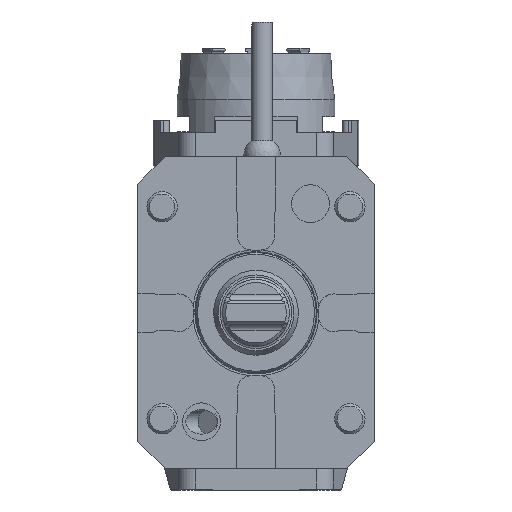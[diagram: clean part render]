
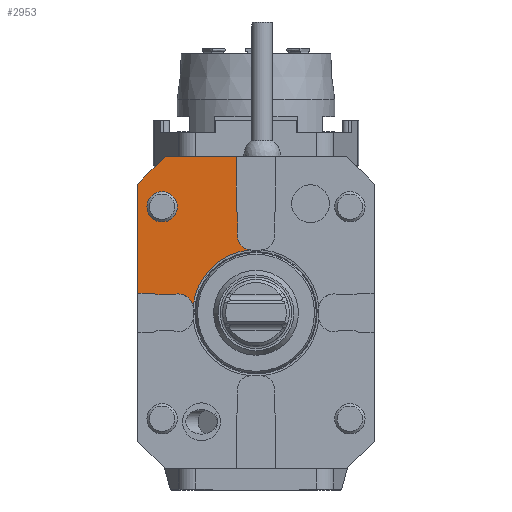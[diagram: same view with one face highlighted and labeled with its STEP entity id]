
A CAD part, front view. The second image highlights one B-rep face of the part: STEP entity #2953.
In plain terms, the highlighted planar face has unit normal (0, -1, 0).
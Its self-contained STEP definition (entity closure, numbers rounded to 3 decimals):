
#345 = VERTEX_POINT ( 'NONE', #12179 ) ;
#378 = CARTESIAN_POINT ( 'NONE',  ( -34.879, -100., 6.5 ) ) ;
#446 = EDGE_CURVE ( 'NONE', #32521, #6747, #5048, .T. ) ;
#1185 = LINE ( 'NONE', #16997, #16979 ) ;
#1241 = CARTESIAN_POINT ( 'NONE',  ( -30., -100., 51.5 ) ) ;
#1247 = AXIS2_PLACEMENT_3D ( 'NONE', #4073, #25759, #4417 ) ;
#1412 = CARTESIAN_POINT ( 'NONE',  ( 0., -100., 0. ) ) ;
#1440 = CIRCLE ( 'NONE', #11966, 5. ) ;
#1757 = DIRECTION ( 'NONE',  ( 0., 0., -1. ) ) ;
#2295 = DIRECTION ( 'NONE',  ( 0., 0., -1. ) ) ;
#2366 = EDGE_CURVE ( 'NONE', #2519, #15280, #3137, .T. ) ;
#2519 = VERTEX_POINT ( 'NONE', #1241 ) ;
#2623 = CIRCLE ( 'NONE', #28133, 20.89 ) ;
#2953 = ADVANCED_FACE ( 'Defeature completata1_35', ( #31056, #25811 ), #20270, .T. ) ;
#3137 = LINE ( 'NONE', #8010, #22460 ) ;
#3295 = DIRECTION ( 'NONE',  ( -1., 0., 0. ) ) ;
#3468 = VECTOR ( 'NONE', #24684, 1000. ) ;
#3542 = ORIENTED_EDGE ( 'NONE', *, *, #16080, .F. ) ;
#3738 = EDGE_CURVE ( 'NONE', #6747, #345, #1440, .T. ) ;
#3838 = AXIS2_PLACEMENT_3D ( 'NONE', #25101, #33437, #12090 ) ;
#4073 = CARTESIAN_POINT ( 'NONE',  ( -25.7, -100., 1.25 ) ) ;
#4417 = DIRECTION ( 'NONE',  ( 0., 0., -1. ) ) ;
#4694 = VERTEX_POINT ( 'NONE', #29593 ) ;
#4738 = DIRECTION ( 'NONE',  ( 0., -1., 0. ) ) ;
#4743 = EDGE_CURVE ( 'NONE', #19461, #30430, #29943, .T. ) ;
#4932 = AXIS2_PLACEMENT_3D ( 'NONE', #26615, #10293, #2295 ) ;
#5048 = LINE ( 'NONE', #26401, #15759 ) ;
#5387 = DIRECTION ( 'NONE',  ( 0., 0., -1. ) ) ;
#5726 = LINE ( 'NONE', #378, #12475 ) ;
#6747 = VERTEX_POINT ( 'NONE', #32120 ) ;
#7254 = EDGE_CURVE ( 'NONE', #13104, #21416, #9303, .T. ) ;
#7868 = CARTESIAN_POINT ( 'NONE',  ( -6., -100., 32.7 ) ) ;
#8010 = CARTESIAN_POINT ( 'NONE',  ( -39., -100., 51.5 ) ) ;
#9165 = CARTESIAN_POINT ( 'NONE',  ( -1.5, -100., 34.879 ) ) ;
#9274 = VECTOR ( 'NONE', #1757, 1000. ) ;
#9303 = LINE ( 'NONE', #12078, #9802 ) ;
#9802 = VECTOR ( 'NONE', #17303, 1000. ) ;
#10276 = ORIENTED_EDGE ( 'NONE', *, *, #4743, .T. ) ;
#10293 = DIRECTION ( 'NONE',  ( 0., -1., 0. ) ) ;
#10331 = DIRECTION ( 'NONE',  ( 0., 0., -1. ) ) ;
#10488 = DIRECTION ( 'NONE',  ( 0., 0., -1. ) ) ;
#10590 = EDGE_CURVE ( 'NONE', #27187, #30430, #5726, .T. ) ;
#10988 = EDGE_CURVE ( 'NONE', #19461, #2519, #1185, .T. ) ;
#11966 = AXIS2_PLACEMENT_3D ( 'NONE', #31163, #4738, #10488 ) ;
#12078 = CARTESIAN_POINT ( 'NONE',  ( -27.261, -100., 6. ) ) ;
#12088 = CARTESIAN_POINT ( 'NONE',  ( -39., -100., 6.5 ) ) ;
#12090 = DIRECTION ( 'NONE',  ( 0., 0., 1. ) ) ;
#12179 = CARTESIAN_POINT ( 'NONE',  ( -2.139, -100., 20.78 ) ) ;
#12348 = ORIENTED_EDGE ( 'NONE', *, *, #23642, .F. ) ;
#12475 = VECTOR ( 'NONE', #3295, 1000. ) ;
#12830 = ORIENTED_EDGE ( 'NONE', *, *, #7254, .F. ) ;
#12833 = CIRCLE ( 'NONE', #29496, 5. ) ;
#13104 = VERTEX_POINT ( 'NONE', #27213 ) ;
#13990 = ORIENTED_EDGE ( 'NONE', *, *, #2366, .F. ) ;
#14297 = ORIENTED_EDGE ( 'NONE', *, *, #10590, .F. ) ;
#15280 = VERTEX_POINT ( 'NONE', #30584 ) ;
#15759 = VECTOR ( 'NONE', #5387, 1000. ) ;
#16080 = EDGE_CURVE ( 'NONE', #15280, #4694, #25346, .T. ) ;
#16113 = EDGE_CURVE ( 'NONE', #25458, #345, #2623, .T. ) ;
#16324 = EDGE_LOOP ( 'NONE', ( #21629, #10276, #14297, #31658, #12830, #12348, #18874, #32826, #32682, #22538, #3542, #13990 ) ) ;
#16979 = VECTOR ( 'NONE', #25273, 1000. ) ;
#16997 = CARTESIAN_POINT ( 'NONE',  ( -85.75, -100., -4.25 ) ) ;
#17303 = DIRECTION ( 'NONE',  ( -1., 0., 0. ) ) ;
#17575 = VERTEX_POINT ( 'NONE', #33884 ) ;
#18874 = ORIENTED_EDGE ( 'NONE', *, *, #16113, .T. ) ;
#19461 = VERTEX_POINT ( 'NONE', #19572 ) ;
#19496 = EDGE_CURVE ( 'NONE', #21416, #27187, #24899, .T. ) ;
#19572 = CARTESIAN_POINT ( 'NONE',  ( -39., -100., 42.5 ) ) ;
#19804 = CARTESIAN_POINT ( 'NONE',  ( -32.7, -100., 6. ) ) ;
#19855 = CARTESIAN_POINT ( 'NONE',  ( -34.879, -100., 6.5 ) ) ;
#19941 = DIRECTION ( 'NONE',  ( 0., -1., 0. ) ) ;
#20144 = DIRECTION ( 'NONE',  ( 0., 1., 0. ) ) ;
#20270 = PLANE ( 'NONE',  #33576 ) ;
#20391 = EDGE_CURVE ( 'NONE', #17575, #17575, #22098, .T. ) ;
#21416 = VERTEX_POINT ( 'NONE', #19804 ) ;
#21629 = ORIENTED_EDGE ( 'NONE', *, *, #10988, .F. ) ;
#22098 = CIRCLE ( 'NONE', #4932, 5. ) ;
#22460 = VECTOR ( 'NONE', #31651, 1000. ) ;
#22538 = ORIENTED_EDGE ( 'NONE', *, *, #34234, .F. ) ;
#23203 = CARTESIAN_POINT ( 'NONE',  ( 0., -100., -90. ) ) ;
#23642 = EDGE_CURVE ( 'NONE', #25458, #13104, #31199, .T. ) ;
#23798 = ORIENTED_EDGE ( 'NONE', *, *, #20391, .F. ) ;
#24684 = DIRECTION ( 'NONE',  ( 0., 0., -1. ) ) ;
#24899 = CIRCLE ( 'NONE', #3838, 5. ) ;
#25101 = CARTESIAN_POINT ( 'NONE',  ( -34.879, -100., 1.5 ) ) ;
#25273 = DIRECTION ( 'NONE',  ( 0.707, 0., 0.707 ) ) ;
#25346 = LINE ( 'NONE', #30412, #9274 ) ;
#25458 = VERTEX_POINT ( 'NONE', #32368 ) ;
#25759 = DIRECTION ( 'NONE',  ( 0., -1., 0. ) ) ;
#25811 = FACE_OUTER_BOUND ( 'NONE', #16324, .T. ) ;
#25830 = EDGE_LOOP ( 'NONE', ( #23798 ) ) ;
#26401 = CARTESIAN_POINT ( 'NONE',  ( -6., -100., 32.7 ) ) ;
#26615 = CARTESIAN_POINT ( 'NONE',  ( -31., -100., 35. ) ) ;
#27187 = VERTEX_POINT ( 'NONE', #19855 ) ;
#27213 = CARTESIAN_POINT ( 'NONE',  ( -27.261, -100., 6. ) ) ;
#27313 = CARTESIAN_POINT ( 'NONE',  ( -39., -100., 0. ) ) ;
#28133 = AXIS2_PLACEMENT_3D ( 'NONE', #1412, #20144, #28144 ) ;
#28144 = DIRECTION ( 'NONE',  ( 0., 0., 1. ) ) ;
#28752 = DIRECTION ( 'NONE',  ( 0., -1., 0. ) ) ;
#29496 = AXIS2_PLACEMENT_3D ( 'NONE', #9165, #28752, #10331 ) ;
#29593 = CARTESIAN_POINT ( 'NONE',  ( -6.5, -100., 34.879 ) ) ;
#29943 = LINE ( 'NONE', #27313, #3468 ) ;
#30412 = CARTESIAN_POINT ( 'NONE',  ( -6.5, -100., 51.5 ) ) ;
#30430 = VERTEX_POINT ( 'NONE', #12088 ) ;
#30584 = CARTESIAN_POINT ( 'NONE',  ( -6.5, -100., 51.5 ) ) ;
#31056 = FACE_BOUND ( 'NONE', #25830, .T. ) ;
#31163 = CARTESIAN_POINT ( 'NONE',  ( -1.25, -100., 25.7 ) ) ;
#31199 = CIRCLE ( 'NONE', #1247, 5. ) ;
#31651 = DIRECTION ( 'NONE',  ( 1., 0., 0. ) ) ;
#31658 = ORIENTED_EDGE ( 'NONE', *, *, #19496, .F. ) ;
#32120 = CARTESIAN_POINT ( 'NONE',  ( -6., -100., 27.261 ) ) ;
#32368 = CARTESIAN_POINT ( 'NONE',  ( -20.78, -100., 2.139 ) ) ;
#32521 = VERTEX_POINT ( 'NONE', #7868 ) ;
#32682 = ORIENTED_EDGE ( 'NONE', *, *, #446, .F. ) ;
#32826 = ORIENTED_EDGE ( 'NONE', *, *, #3738, .F. ) ;
#33437 = DIRECTION ( 'NONE',  ( 0., -1., 0. ) ) ;
#33576 = AXIS2_PLACEMENT_3D ( 'NONE', #23203, #19941, #33812 ) ;
#33812 = DIRECTION ( 'NONE',  ( 0., 0., -1. ) ) ;
#33884 = CARTESIAN_POINT ( 'NONE',  ( -31., -100., 30. ) ) ;
#34234 = EDGE_CURVE ( 'NONE', #4694, #32521, #12833, .T. ) ;
